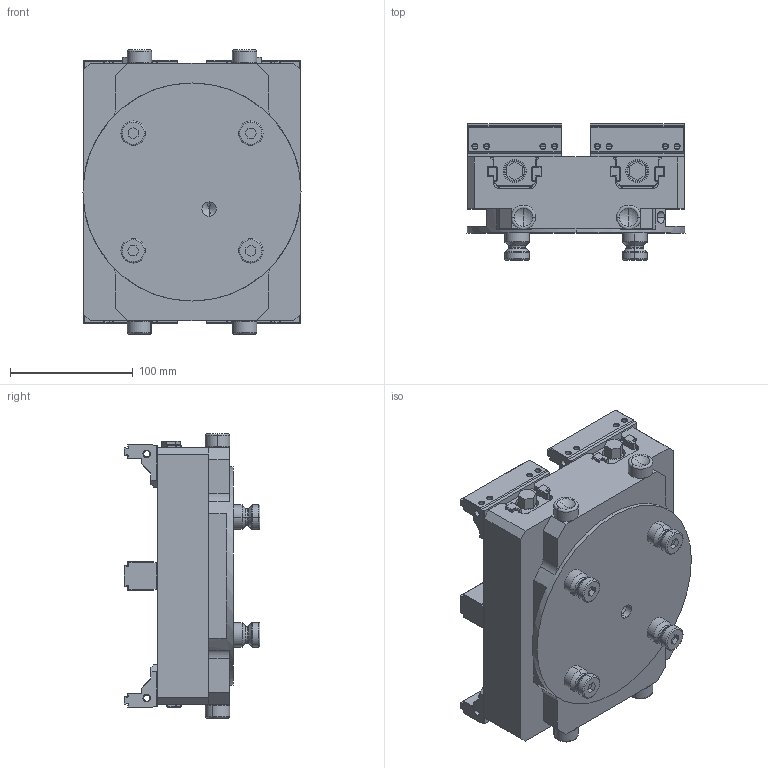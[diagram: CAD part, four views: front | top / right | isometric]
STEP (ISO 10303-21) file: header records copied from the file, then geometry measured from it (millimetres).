
FILE_DESCRIPTION (( 'STEP AP214' ), '1' );
FILE_NAME ('46200-TG17.STEP', '2025-07-16T06:09:30', ( '' ), ( '' ), 'SwSTEP 2.0', 'SolidWorks 2021', '' );
FILE_SCHEMA (( 'AUTOMOTIVE_DESIGN' ));
Length unit declared in the file: millimetre
Products named in the file (8): 47090-01; 46200-TG17; 46200; 47077-10-11_Standard<Wie bearbeitet>; 67000-02; 67000-01; 45570; 46200-01_Fertigteil
Assembly tree (16 placements, depth 3):
  46200-TG17
    46200
      46200-01_Fertigteil
      67000-02  x2
      67000-01  x2
      45570  x4
    47077-10-11_Standard<Wie bearbeitet>  x4
    47090-01  x2
Bounding box: 178 x 111 x 232 mm (x, y, z)
Volume: 2161527.7 mm3; surface area: 285145 mm2
Topology: 15 solids, 15 shells, 1136 faces, 2872 edges, 1770 vertices
Faces by surface type: plane 674, cylinder 238, cone 174, torus 40, sphere 10
Entity records: 15606 total; most frequent: CARTESIAN_POINT 2785, DIRECTION 2384, ORIENTED_EDGE 2342, EDGE_CURVE 1171, VECTOR 858, LINE 858, AXIS2_PLACEMENT_3D 763, VERTEX_POINT 744
